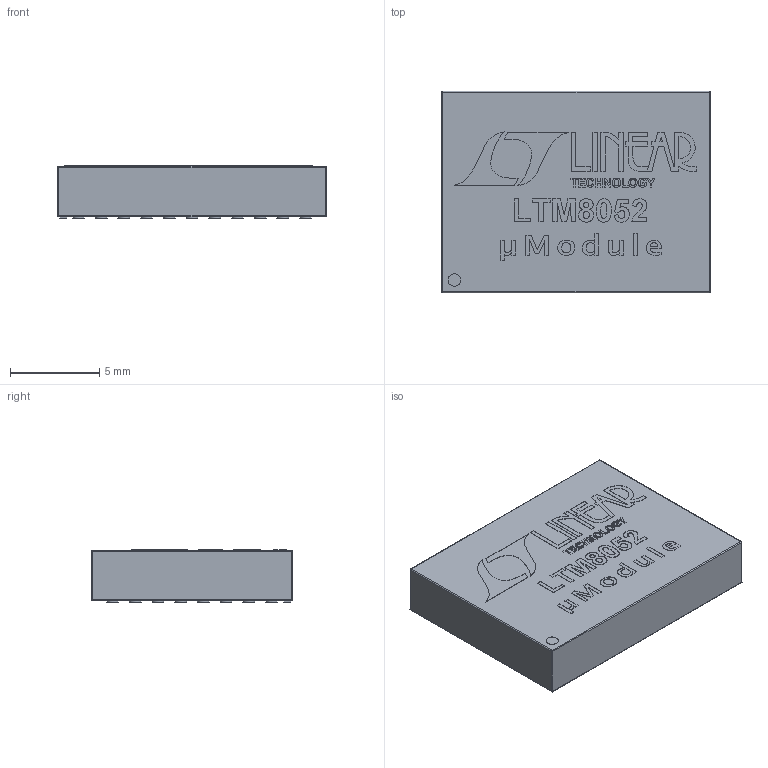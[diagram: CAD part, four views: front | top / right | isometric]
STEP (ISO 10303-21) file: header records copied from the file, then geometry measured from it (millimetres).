
FILE_DESCRIPTION (( 'STEP AP214' ), '1' );
FILE_NAME ('User Library-LTM8052.STEP', '2022-02-24T20:20:29', ( '' ), ( '' ), 'SwSTEP 2.0', 'SolidWorks 2021', '' );
FILE_SCHEMA (( 'AUTOMOTIVE_DESIGN' ));
Length unit declared in the file: millimetre
Products named in the file (1): User Library-LTM8052
Bounding box: 15 x 11.25 x 2.92 mm (x, y, z)
Volume: 475.7 mm3; surface area: 841.2 mm2
Topology: 2 solids, 2 shells, 677 faces, 1642 edges, 1088 vertices
Faces by surface type: plane 351, cylinder 172, bspline 150, sphere 4
Entity records: 33442 total; most frequent: CARTESIAN_POINT 10746, ORIENTED_EDGE 3276, DIRECTION 2738, EDGE_CURVE 1638, VERTEX_POINT 1088, VECTOR 994, LINE 994, AXIS2_PLACEMENT_3D 872
